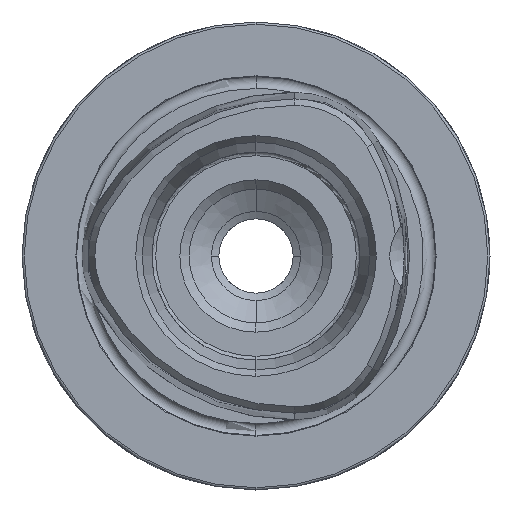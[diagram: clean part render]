
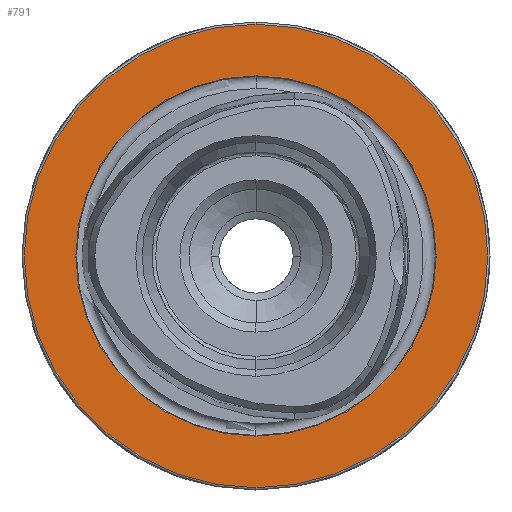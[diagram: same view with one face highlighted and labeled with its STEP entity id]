
A CAD part, left-side view. The second image highlights one B-rep face of the part: STEP entity #791.
In plain terms, the highlighted planar face has unit normal (-1, 0, 0).
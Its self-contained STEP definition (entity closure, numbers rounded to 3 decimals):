
#45 = AXIS2_PLACEMENT_3D ( 'NONE', #1478, #1477, #1476 ) ;
#51 = AXIS2_PLACEMENT_3D ( 'NONE', #1483, #1482, #1481 ) ;
#73 = EDGE_CURVE ( 'NONE', #1907, #2114, #887, .T. ) ;
#74 = EDGE_CURVE ( 'NONE', #1953, #2061, #885, .T. ) ;
#791 = ADVANCED_FACE ( 'NONE', ( #2694, #2693 ), #6696, .F. ) ;
#885 = CIRCLE ( 'NONE', #45, 24.25 ) ;
#887 = CIRCLE ( 'NONE', #51, 31.2 ) ;
#1476 = DIRECTION ( 'NONE',  ( 0., 0., 1. ) ) ;
#1477 = DIRECTION ( 'NONE',  ( -1., 0., 0. ) ) ;
#1478 = CARTESIAN_POINT ( 'NONE',  ( 0., 0., 0. ) ) ;
#1481 = DIRECTION ( 'NONE',  ( 0., 0., 1. ) ) ;
#1482 = DIRECTION ( 'NONE',  ( -1., 0., 0. ) ) ;
#1483 = CARTESIAN_POINT ( 'NONE',  ( 0., 0., 0. ) ) ;
#1704 = ORIENTED_EDGE ( 'NONE', *, *, #73, .T. ) ;
#1705 = ORIENTED_EDGE ( 'NONE', *, *, #6198, .T. ) ;
#1706 = ORIENTED_EDGE ( 'NONE', *, *, #6194, .F. ) ;
#1707 = ORIENTED_EDGE ( 'NONE', *, *, #74, .F. ) ;
#1907 = VERTEX_POINT ( 'NONE', #3871 ) ;
#1953 = VERTEX_POINT ( 'NONE', #3910 ) ;
#2061 = VERTEX_POINT ( 'NONE', #4014 ) ;
#2114 = VERTEX_POINT ( 'NONE', #4188 ) ;
#2693 = FACE_OUTER_BOUND ( 'NONE', #7250, .T. ) ;
#2694 = FACE_BOUND ( 'NONE', #7255, .T. ) ;
#3280 = CIRCLE ( 'NONE', #5582, 24.25 ) ;
#3287 = CIRCLE ( 'NONE', #5585, 31.2 ) ;
#3871 = CARTESIAN_POINT ( 'NONE',  ( 0., 0., -31.2 ) ) ;
#3910 = CARTESIAN_POINT ( 'NONE',  ( 0., 0., 24.25 ) ) ;
#4014 = CARTESIAN_POINT ( 'NONE',  ( 0., 0., -24.25 ) ) ;
#4188 = CARTESIAN_POINT ( 'NONE',  ( 0., 0., 31.2 ) ) ;
#4972 = CARTESIAN_POINT ( 'NONE',  ( 0., 0., 0. ) ) ;
#4973 = DIRECTION ( 'NONE',  ( -1., 0., 0. ) ) ;
#4974 = DIRECTION ( 'NONE',  ( 0., 0., 1. ) ) ;
#4982 = CARTESIAN_POINT ( 'NONE',  ( 0., 0., 0. ) ) ;
#4983 = DIRECTION ( 'NONE',  ( -1., 0., 0. ) ) ;
#4984 = DIRECTION ( 'NONE',  ( 0., 0., 1. ) ) ;
#5421 = AXIS2_PLACEMENT_3D ( 'NONE', #6688, #6698, #6699 ) ;
#5582 = AXIS2_PLACEMENT_3D ( 'NONE', #4972, #4973, #4974 ) ;
#5585 = AXIS2_PLACEMENT_3D ( 'NONE', #4982, #4983, #4984 ) ;
#6194 = EDGE_CURVE ( 'NONE', #2061, #1953, #3280, .T. ) ;
#6198 = EDGE_CURVE ( 'NONE', #2114, #1907, #3287, .T. ) ;
#6688 = CARTESIAN_POINT ( 'NONE',  ( 0., 24.25, 0. ) ) ;
#6696 = PLANE ( 'NONE',  #5421 ) ;
#6698 = DIRECTION ( 'NONE',  ( 1., 0., 0. ) ) ;
#6699 = DIRECTION ( 'NONE',  ( 0., 0., -1. ) ) ;
#7250 = EDGE_LOOP ( 'NONE', ( #1705, #1704 ) ) ;
#7255 = EDGE_LOOP ( 'NONE', ( #1707, #1706 ) ) ;
